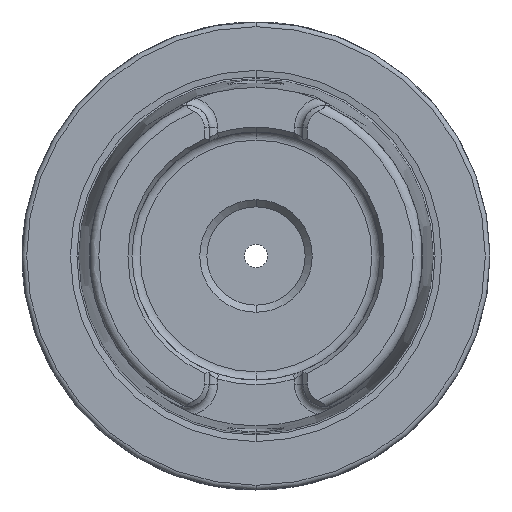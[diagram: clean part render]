
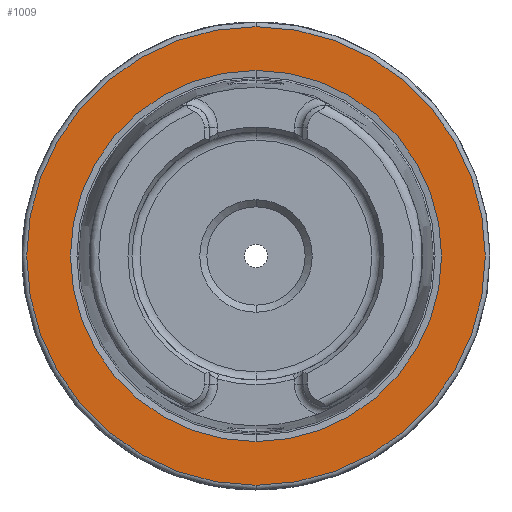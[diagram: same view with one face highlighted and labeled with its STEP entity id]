
A CAD part, left-side view. The second image highlights one B-rep face of the part: STEP entity #1009.
In plain terms, the highlighted planar face has unit normal (-1, 0, 0).
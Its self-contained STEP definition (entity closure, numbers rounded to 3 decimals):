
#353 = CARTESIAN_POINT ( 'NONE',  ( -0.05, 0., 49. ) ) ;
#450 = CARTESIAN_POINT ( 'NONE',  ( -0.05, 0., -49. ) ) ;
#461 = EDGE_CURVE ( 'NONE', #4874, #3300, #3137, .T. ) ;
#814 = ORIENTED_EDGE ( 'NONE', *, *, #3948, .T. ) ;
#1009 = ADVANCED_FACE ( 'NONE', ( #6865, #5221 ), #4640, .T. ) ;
#1105 = DIRECTION ( 'NONE',  ( 0., 0., -1. ) ) ;
#1129 = CARTESIAN_POINT ( 'NONE',  ( -0.05, 0., 0. ) ) ;
#1211 = DIRECTION ( 'NONE',  ( 1., 0., 0. ) ) ;
#1250 = CARTESIAN_POINT ( 'NONE',  ( -0.05, 0., -39.647 ) ) ;
#1359 = CARTESIAN_POINT ( 'NONE',  ( -0.05, 0., 0. ) ) ;
#1479 = ORIENTED_EDGE ( 'NONE', *, *, #4073, .T. ) ;
#1863 = DIRECTION ( 'NONE',  ( 0., 0., -1. ) ) ;
#2096 = AXIS2_PLACEMENT_3D ( 'NONE', #6910, #2517, #1863 ) ;
#2216 = CARTESIAN_POINT ( 'NONE',  ( -0.05, 0., 39.647 ) ) ;
#2229 = CIRCLE ( 'NONE', #6416, 49. ) ;
#2517 = DIRECTION ( 'NONE',  ( 1., 0., 0. ) ) ;
#2873 = EDGE_CURVE ( 'NONE', #3300, #4874, #2229, .T. ) ;
#3137 = CIRCLE ( 'NONE', #2096, 49. ) ;
#3158 = DIRECTION ( 'NONE',  ( -1., 0., 0. ) ) ;
#3217 = ORIENTED_EDGE ( 'NONE', *, *, #461, .F. ) ;
#3294 = DIRECTION ( 'NONE',  ( 1., 0., 0. ) ) ;
#3300 = VERTEX_POINT ( 'NONE', #450 ) ;
#3428 = DIRECTION ( 'NONE',  ( 0., 0., 1. ) ) ;
#3748 = CARTESIAN_POINT ( 'NONE',  ( -0.05, 39.647, 0. ) ) ;
#3821 = AXIS2_PLACEMENT_3D ( 'NONE', #1359, #1211, #1105 ) ;
#3948 = EDGE_CURVE ( 'NONE', #4716, #6090, #3996, .T. ) ;
#3996 = CIRCLE ( 'NONE', #4186, 39.647 ) ;
#4073 = EDGE_CURVE ( 'NONE', #6090, #4716, #6547, .T. ) ;
#4177 = EDGE_LOOP ( 'NONE', ( #814, #1479 ) ) ;
#4186 = AXIS2_PLACEMENT_3D ( 'NONE', #1129, #3294, #5397 ) ;
#4640 = PLANE ( 'NONE',  #6801 ) ;
#4716 = VERTEX_POINT ( 'NONE', #2216 ) ;
#4874 = VERTEX_POINT ( 'NONE', #353 ) ;
#5221 = FACE_OUTER_BOUND ( 'NONE', #6007, .T. ) ;
#5397 = DIRECTION ( 'NONE',  ( 0., 0., -1. ) ) ;
#5936 = DIRECTION ( 'NONE',  ( 0., 0., -1. ) ) ;
#6007 = EDGE_LOOP ( 'NONE', ( #6606, #3217 ) ) ;
#6090 = VERTEX_POINT ( 'NONE', #1250 ) ;
#6416 = AXIS2_PLACEMENT_3D ( 'NONE', #6580, #6512, #5936 ) ;
#6512 = DIRECTION ( 'NONE',  ( 1., 0., 0. ) ) ;
#6547 = CIRCLE ( 'NONE', #3821, 39.647 ) ;
#6580 = CARTESIAN_POINT ( 'NONE',  ( -0.05, 0., 0. ) ) ;
#6606 = ORIENTED_EDGE ( 'NONE', *, *, #2873, .F. ) ;
#6801 = AXIS2_PLACEMENT_3D ( 'NONE', #3748, #3158, #3428 ) ;
#6865 = FACE_BOUND ( 'NONE', #4177, .T. ) ;
#6910 = CARTESIAN_POINT ( 'NONE',  ( -0.05, 0., 0. ) ) ;
